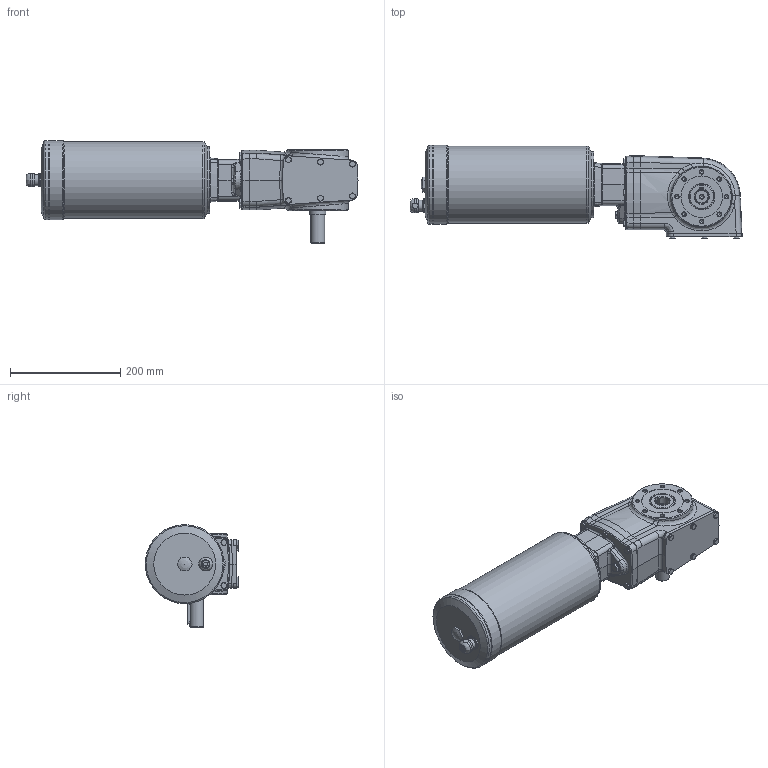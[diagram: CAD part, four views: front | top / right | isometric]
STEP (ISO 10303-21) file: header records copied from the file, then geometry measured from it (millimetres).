
FILE_DESCRIPTION( ( 'Unknown' ), '1' );
FILE_NAME( '7C4F10CD6D773BF4DEA6918244EEA3E4.3d.stp', 'Unknown', ( 'Unknown' ), ( 'Unknown' ), 'PSStep 10.1', 'Unknown', ' ' );
FILE_SCHEMA( ( 'AUTOMOTIVE_DESIGN { 1 0 10303 214 1 1 1 1 }' ) );
Length unit declared in the file: millimetre
Products named in the file (1): X42N
Bounding box: 601 x 169.5 x 186 mm (x, y, z)
Volume: 7573863.7 mm3; surface area: 337562.7 mm2
Topology: 1 solids, 7 shells, 764 faces, 1809 edges, 1112 vertices
Faces by surface type: plane 281, cylinder 195, cone 171, bspline 57, torus 55, extrusion 4, sphere 1
Full cylindrical faces by diameter (mm): 4.917 x9, 6.647 x34, 7 x5, 8 x4, 8.9 x12, 9 x4, 13 x4, 13.4 x1, 14 x4, 16.662 x1, 18 x1, 19 x1, 20 x1, 23.7 x1, 25 x3, 29.5 x1, 47 x1, 47.5 x2, 68 x1, 75 x2, 120 x1, 138.98 x1, 139 x2, 142.98 x2, 143 x3
Entity records: 32718 total; most frequent: CARTESIAN_POINT 10813, DIRECTION 3250, ORIENTED_EDGE 2984, EDGE_CURVE 1492, AXIS2_PLACEMENT_3D 1356, EDGE_LOOP 1049, VERTEX_POINT 1030, FACE_OUTER_BOUND 906
